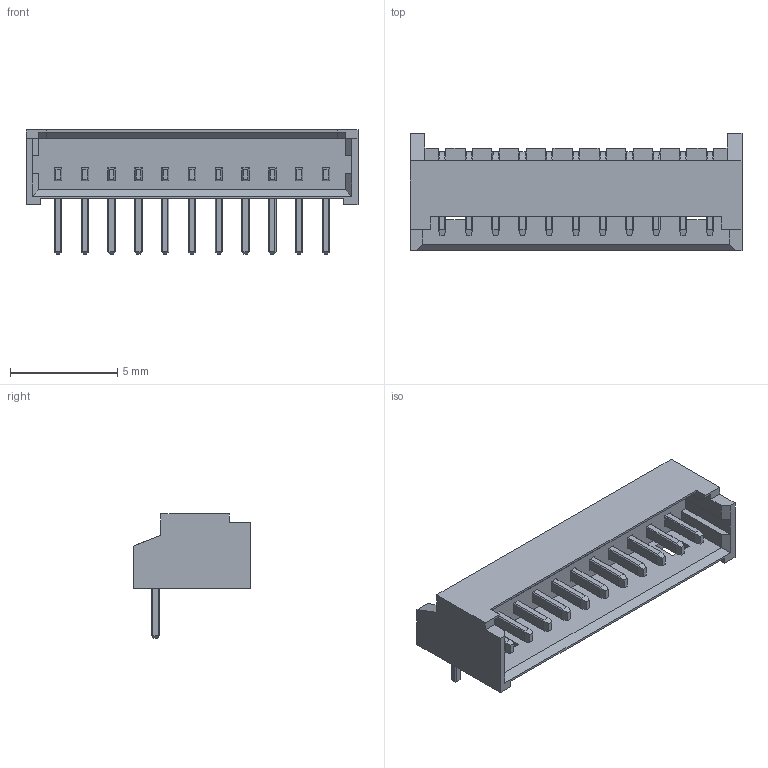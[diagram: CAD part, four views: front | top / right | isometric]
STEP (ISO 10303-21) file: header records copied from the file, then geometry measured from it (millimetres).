
FILE_DESCRIPTION(('FreeCAD Model'),'2;1');
FILE_NAME('Molex_PicoBlade_53048_X.step','2018-10-23T16:37:07',( 'kicad StepUp'),('ksu MCAD'),'Open CASCADE STEP processor 7.3', 'FreeCAD','Unknown');
FILE_SCHEMA(('AUTOMOTIVE_DESIGN { 1 0 10303 214 1 1 1 1 }'));
Length unit declared in the file: millimetre
Products named in the file (1): Molex_PicoBlade_53048_X
Bounding box: 15.5 x 5.5 x 5.8 mm (x, y, z)
Volume: 115.6 mm3; surface area: 445 mm2
Topology: 1 solids, 1 shells, 611 faces, 1736 edges, 1050 vertices
Faces by surface type: plane 534, bspline 44, cone 22, cylinder 11
Entity records: 23732 total; most frequent: CARTESIAN_POINT 3970, ORIENTED_EDGE 3472, DIRECTION 2828, EDGE_CURVE 1736, LINE 1516, VECTOR 1516, VERTEX_POINT 1050, AXIS2_PLACEMENT_3D 656
